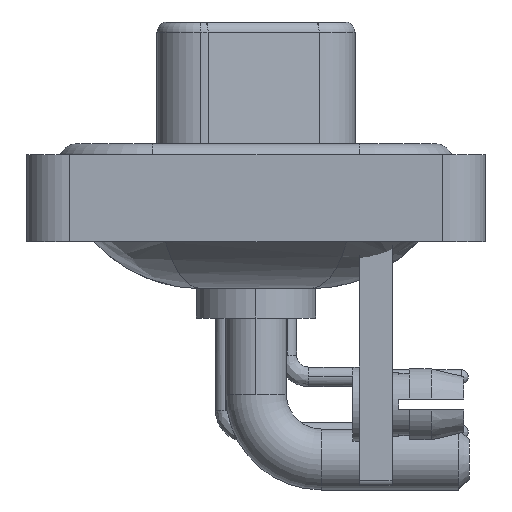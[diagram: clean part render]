
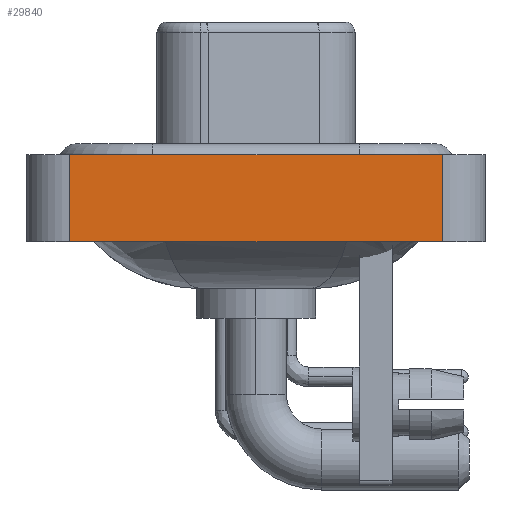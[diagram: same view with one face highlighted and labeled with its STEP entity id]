
A CAD part, left-side view. The second image highlights one B-rep face of the part: STEP entity #29840.
In plain terms, the highlighted planar face has unit normal (-1, 0, 0).
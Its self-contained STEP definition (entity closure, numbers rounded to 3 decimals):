
#507 = CARTESIAN_POINT ( 'NONE',  ( -7.35, -8.55, -3.6 ) ) ;
#1397 = CARTESIAN_POINT ( 'NONE',  ( -7.35, 8.55, 0.4 ) ) ;
#2453 = LINE ( 'NONE', #16978, #27773 ) ;
#3327 = VECTOR ( 'NONE', #23856, 1000. ) ;
#7165 = AXIS2_PLACEMENT_3D ( 'NONE', #12525, #25112, #29177 ) ;
#7654 = LINE ( 'NONE', #507, #16885 ) ;
#10381 = ORIENTED_EDGE ( 'NONE', *, *, #30136, .F. ) ;
#11559 = VERTEX_POINT ( 'NONE', #20044 ) ;
#12434 = DIRECTION ( 'NONE',  ( 0., 0., 1. ) ) ;
#12525 = CARTESIAN_POINT ( 'NONE',  ( -7.35, -8.55, -3.6 ) ) ;
#14193 = DIRECTION ( 'NONE',  ( 0., 0., 1. ) ) ;
#14219 = EDGE_CURVE ( 'NONE', #29212, #16567, #7654, .T. ) ;
#16422 = LINE ( 'NONE', #23225, #3327 ) ;
#16567 = VERTEX_POINT ( 'NONE', #20016 ) ;
#16885 = VECTOR ( 'NONE', #20130, 1000. ) ;
#16925 = EDGE_CURVE ( 'NONE', #27048, #11559, #16422, .T. ) ;
#16978 = CARTESIAN_POINT ( 'NONE',  ( -7.35, -8.55, -3.6 ) ) ;
#17470 = ORIENTED_EDGE ( 'NONE', *, *, #14219, .T. ) ;
#18541 = ORIENTED_EDGE ( 'NONE', *, *, #27567, .T. ) ;
#18880 = LINE ( 'NONE', #21178, #19518 ) ;
#19518 = VECTOR ( 'NONE', #14193, 1000. ) ;
#19709 = CARTESIAN_POINT ( 'NONE',  ( -7.35, 8.55, -3.6 ) ) ;
#20016 = CARTESIAN_POINT ( 'NONE',  ( -7.35, -8.55, -3.6 ) ) ;
#20044 = CARTESIAN_POINT ( 'NONE',  ( -7.35, -8.55, 0.4 ) ) ;
#20130 = DIRECTION ( 'NONE',  ( 0., -1., 0. ) ) ;
#21178 = CARTESIAN_POINT ( 'NONE',  ( -7.35, 8.55, -3.6 ) ) ;
#23225 = CARTESIAN_POINT ( 'NONE',  ( -7.35, -8.55, 0.4 ) ) ;
#23856 = DIRECTION ( 'NONE',  ( 0., -1., 0. ) ) ;
#24637 = PLANE ( 'NONE',  #7165 ) ;
#25112 = DIRECTION ( 'NONE',  ( -1., 0., 0. ) ) ;
#25217 = ORIENTED_EDGE ( 'NONE', *, *, #16925, .F. ) ;
#27005 = FACE_OUTER_BOUND ( 'NONE', #30695, .T. ) ;
#27048 = VERTEX_POINT ( 'NONE', #1397 ) ;
#27567 = EDGE_CURVE ( 'NONE', #16567, #11559, #2453, .T. ) ;
#27773 = VECTOR ( 'NONE', #12434, 1000. ) ;
#29177 = DIRECTION ( 'NONE',  ( 0., 0., 1. ) ) ;
#29212 = VERTEX_POINT ( 'NONE', #19709 ) ;
#29840 = ADVANCED_FACE ( 'NONE', ( #27005 ), #24637, .T. ) ;
#30136 = EDGE_CURVE ( 'NONE', #29212, #27048, #18880, .T. ) ;
#30695 = EDGE_LOOP ( 'NONE', ( #18541, #25217, #10381, #17470 ) ) ;
